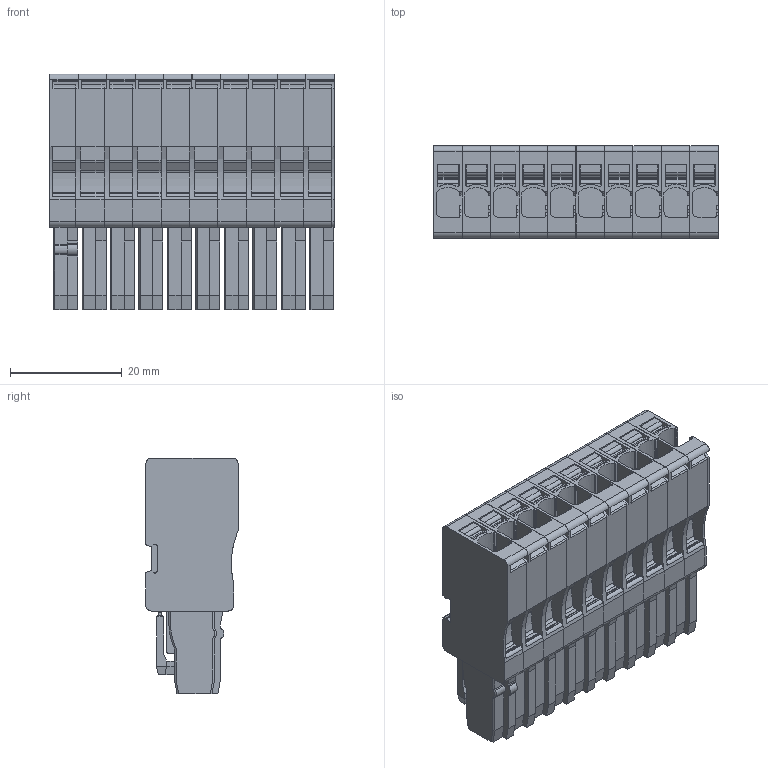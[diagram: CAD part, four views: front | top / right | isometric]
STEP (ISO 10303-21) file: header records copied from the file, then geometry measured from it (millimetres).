
FILE_DESCRIPTION(('CATIA V5 STEP Exchange','CAx-IF Rec.Pracs.--- Model Styling and Organization---1.4--- 2014-01-23'),'2;1');
FILE_NAME ('1177890-3_1', '2020-01-13T07:47:36+00:00', ('none'), ('Weidmueller'), 'CATIA Version 5-6 Release 2016 SP3 HF44', 'CATIA V5 STEP AP214', 'none');
FILE_SCHEMA(('AUTOMOTIVE_DESIGN { 1 0 10303 214 1 1 1 1 }'));
Products named in the file (1): 2712810000
Bounding box: 51 x 16.5 x 42.25 mm (x, y, z)
Volume: 23693 mm3; surface area: 22149.9 mm2
Topology: 21 solids, 21 shells, 3267 faces, 9221 edges, 6086 vertices
Faces by surface type: plane 1846, cylinder 1222, extrusion 130, cone 41, torus 28
Entity records: 105262 total; most frequent: CARTESIAN_POINT 22666, ORIENTED_EDGE 18442, DIRECTION 14447, EDGE_CURVE 9221, VECTOR 6610, LINE 6480, VERTEX_POINT 6086, AXIS2_PLACEMENT_3D 5036
